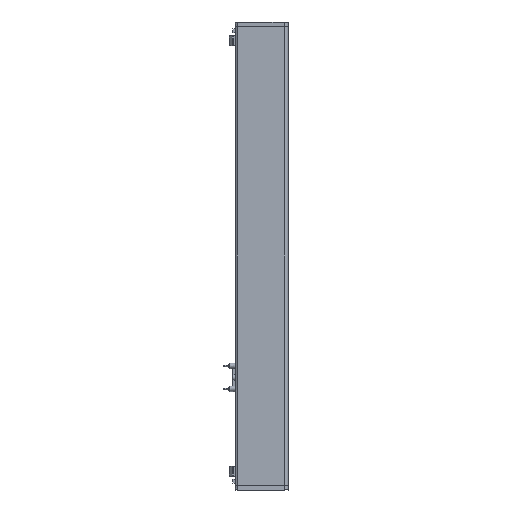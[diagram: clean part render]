
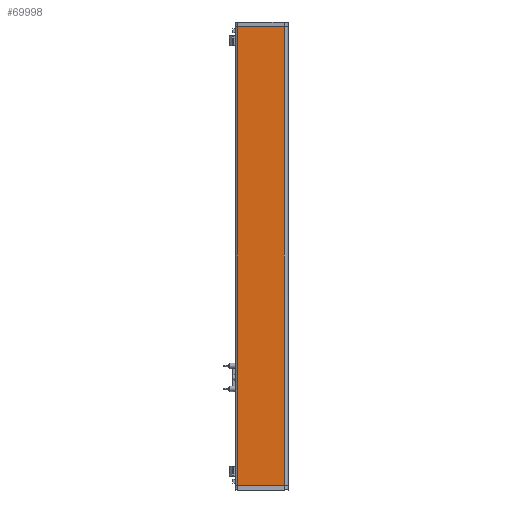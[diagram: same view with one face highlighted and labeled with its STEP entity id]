
A CAD part, left-side view. The second image highlights one B-rep face of the part: STEP entity #69998.
In plain terms, the highlighted planar face has unit normal (-1, 0, 0).
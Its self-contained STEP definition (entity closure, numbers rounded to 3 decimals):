
#2716 = CARTESIAN_POINT ( 'NONE',  ( -13., 7.6, -46.3 ) ) ;
#3584 = CARTESIAN_POINT ( 'NONE',  ( -13., 7.6, 193.8 ) ) ;
#3691 = CARTESIAN_POINT ( 'NONE',  ( -13., 7.6, 193.8 ) ) ;
#5299 = VERTEX_POINT ( 'NONE', #20270 ) ;
#6913 = CARTESIAN_POINT ( 'NONE',  ( -13., 7.6, -46.3 ) ) ;
#13988 = B_SPLINE_CURVE_WITH_KNOTS ( 'NONE', 3,
 ( #87692, #88169, #82127, #43628 ),
 .UNSPECIFIED., .F., .F.,
 ( 4, 4 ),
 ( 0., 1. ),
 .UNSPECIFIED. ) ;
#14470 = CARTESIAN_POINT ( 'NONE',  ( -13., -16.9, 33.733 ) ) ;
#16681 = B_SPLINE_CURVE_WITH_KNOTS ( 'NONE', 3,
 ( #51558, #14470, #44494, #29503 ),
 .UNSPECIFIED., .F., .F.,
 ( 4, 4 ),
 ( 0., 1. ),
 .UNSPECIFIED. ) ;
#20270 = CARTESIAN_POINT ( 'NONE',  ( -13., -16.9, 193.8 ) ) ;
#29503 = CARTESIAN_POINT ( 'NONE',  ( -13., -16.9, 193.8 ) ) ;
#29691 = VERTEX_POINT ( 'NONE', #6913 ) ;
#31037 = B_SPLINE_CURVE_WITH_KNOTS ( 'NONE', 3,
 ( #83130, #90624, #75149, #91114 ),
 .UNSPECIFIED., .F., .F.,
 ( 4, 4 ),
 ( 0., 1. ),
 .UNSPECIFIED. ) ;
#34702 = CARTESIAN_POINT ( 'NONE',  ( -13., 7.6, 113.767 ) ) ;
#41123 = EDGE_LOOP ( 'NONE', ( #44629, #52307, #42126, #87764 ) ) ;
#42126 = ORIENTED_EDGE ( 'NONE', *, *, #44087, .F. ) ;
#43628 = CARTESIAN_POINT ( 'NONE',  ( -13., 7.6, 193.8 ) ) ;
#44087 = EDGE_CURVE ( 'NONE', #29691, #96873, #91373, .T. ) ;
#44494 = CARTESIAN_POINT ( 'NONE',  ( -13., -16.9, 113.767 ) ) ;
#44629 = ORIENTED_EDGE ( 'NONE', *, *, #57511, .T. ) ;
#48887 = EDGE_CURVE ( 'NONE', #5299, #96873, #13988, .T. ) ;
#51558 = CARTESIAN_POINT ( 'NONE',  ( -13., -16.9, -46.3 ) ) ;
#52307 = ORIENTED_EDGE ( 'NONE', *, *, #48887, .T. ) ;
#55328 = AXIS2_PLACEMENT_3D ( 'NONE', #64494, #65934, #79475 ) ;
#57112 = CARTESIAN_POINT ( 'NONE',  ( -13., -16.9, -46.3 ) ) ;
#57237 = CARTESIAN_POINT ( 'NONE',  ( -13., 7.6, 33.733 ) ) ;
#57354 = VERTEX_POINT ( 'NONE', #57112 ) ;
#57459 = FACE_OUTER_BOUND ( 'NONE', #41123, .T. ) ;
#57511 = EDGE_CURVE ( 'NONE', #57354, #5299, #16681, .T. ) ;
#64494 = CARTESIAN_POINT ( 'NONE',  ( -13., 8.6, -60.5 ) ) ;
#65934 = DIRECTION ( 'NONE',  ( -1., 0., 0. ) ) ;
#69998 = ADVANCED_FACE ( 'NONE', ( #57459 ), #87952, .T. ) ;
#75149 = CARTESIAN_POINT ( 'NONE',  ( -13., -8.733, -46.3 ) ) ;
#79475 = DIRECTION ( 'NONE',  ( 0., 1., 0. ) ) ;
#82127 = CARTESIAN_POINT ( 'NONE',  ( -13., -0.567, 193.8 ) ) ;
#83130 = CARTESIAN_POINT ( 'NONE',  ( -13., 7.6, -46.3 ) ) ;
#87692 = CARTESIAN_POINT ( 'NONE',  ( -13., -16.9, 193.8 ) ) ;
#87764 = ORIENTED_EDGE ( 'NONE', *, *, #92168, .T. ) ;
#87952 = PLANE ( 'NONE',  #55328 ) ;
#88169 = CARTESIAN_POINT ( 'NONE',  ( -13., -8.733, 193.8 ) ) ;
#90624 = CARTESIAN_POINT ( 'NONE',  ( -13., -0.567, -46.3 ) ) ;
#91114 = CARTESIAN_POINT ( 'NONE',  ( -13., -16.9, -46.3 ) ) ;
#91373 = B_SPLINE_CURVE_WITH_KNOTS ( 'NONE', 3,
 ( #2716, #57237, #34702, #3691 ),
 .UNSPECIFIED., .F., .F.,
 ( 4, 4 ),
 ( 0., 1. ),
 .UNSPECIFIED. ) ;
#92168 = EDGE_CURVE ( 'NONE', #29691, #57354, #31037, .T. ) ;
#96873 = VERTEX_POINT ( 'NONE', #3584 ) ;
